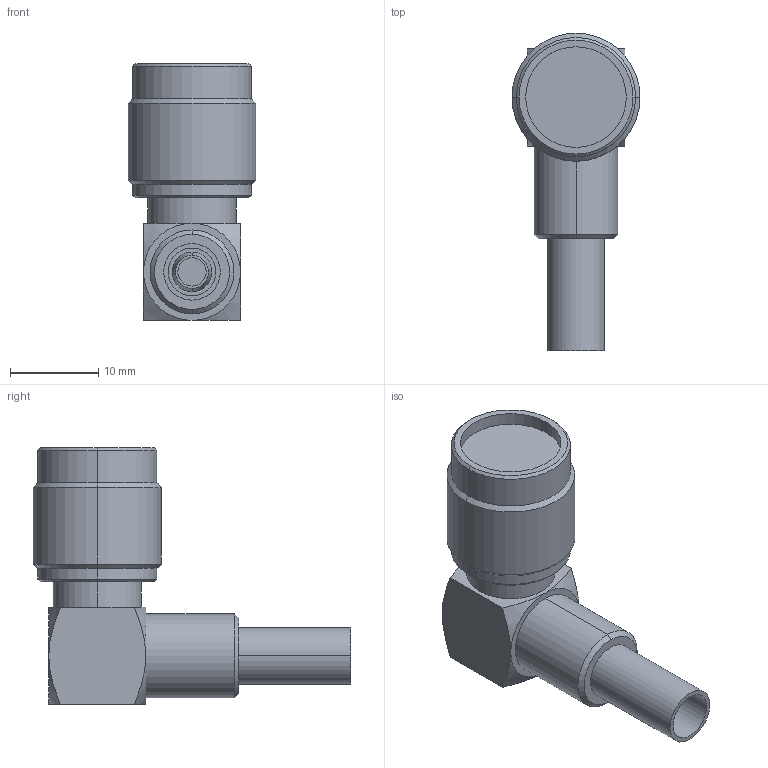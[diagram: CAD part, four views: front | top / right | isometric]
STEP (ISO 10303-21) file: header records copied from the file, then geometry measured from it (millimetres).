
FILE_DESCRIPTION (( 'STEP AP214' ), '1' );
FILE_NAME ('J01010R0002.STEP', '2018-11-20T10:40:56', ( '' ), ( '' ), 'SwSTEP 2.0', 'SolidWorks 2017', '' );
FILE_SCHEMA (( 'AUTOMOTIVE_DESIGN' ));
Length unit declared in the file: millimetre
Products named in the file (1): J01010R0002
Bounding box: 14.5 x 35.95 x 29.1 mm (x, y, z)
Volume: 4753.8 mm3; surface area: 2382.3 mm2
Topology: 1 solids, 1 shells, 54 faces, 108 edges, 64 vertices
Faces by surface type: cylinder 20, cone 20, plane 14
Entity records: 2079 total; most frequent: CARTESIAN_POINT 347, DIRECTION 258, ORIENTED_EDGE 216, AXIS2_PLACEMENT_3D 111, EDGE_CURVE 108, VERTEX_POINT 64, EDGE_LOOP 62, CIRCLE 56
